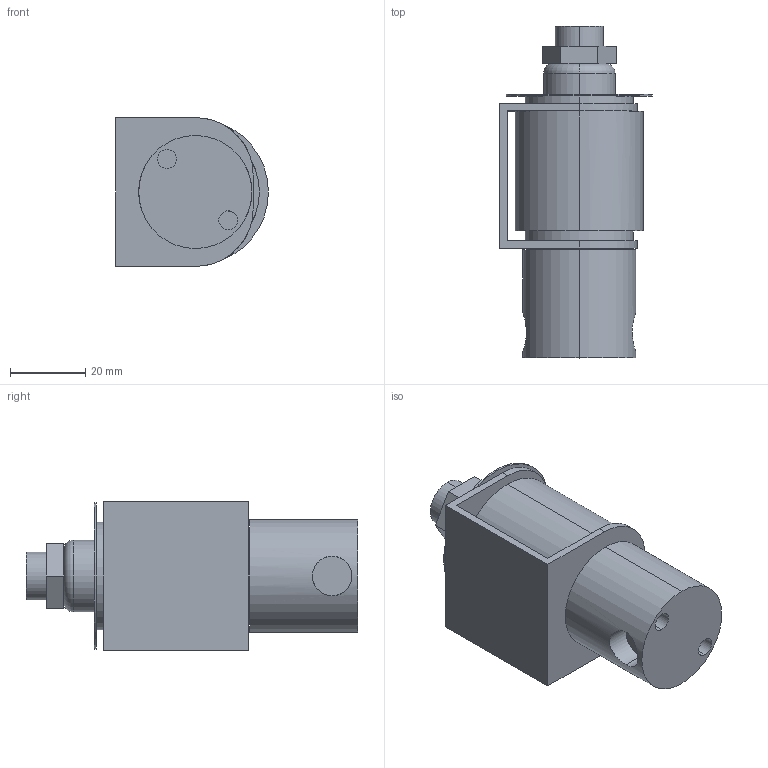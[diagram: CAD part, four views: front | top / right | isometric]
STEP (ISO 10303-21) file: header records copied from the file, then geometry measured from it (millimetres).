
FILE_DESCRIPTION (( 'STEP AP214' ), '1' );
FILE_NAME ('YS302P-2A.STEP', '2025-09-03T07:00:21', ( '' ), ( '' ), 'SwSTEP 2.0', 'SolidWorks 2024', '' );
FILE_SCHEMA (( 'AUTOMOTIVE_DESIGN' ));
Length unit declared in the file: millimetre
Products named in the file (3): AS302P_AS302P; YS302P-2A; ZS302-2_2A
Assembly tree (2 placements, depth 2):
  YS302P-2A
    ZS302-2_2A
    AS302P_AS302P
Bounding box: 40.57 x 88.05 x 39.47 mm (x, y, z)
Volume: 63674.9 mm3; surface area: 19268.5 mm2
Topology: 2 solids, 2 shells, 63 faces, 146 edges, 96 vertices
Faces by surface type: plane 31, cylinder 30, torus 2
Entity records: 2065 total; most frequent: CARTESIAN_POINT 475, DIRECTION 343, ORIENTED_EDGE 292, EDGE_CURVE 146, AXIS2_PLACEMENT_3D 134, VERTEX_POINT 96, EDGE_LOOP 76, VECTOR 75
